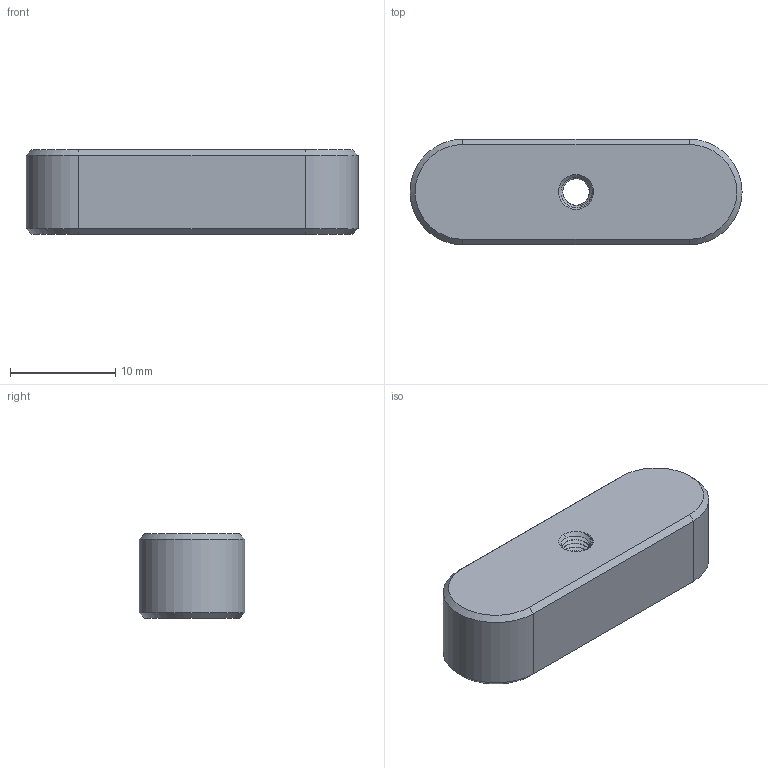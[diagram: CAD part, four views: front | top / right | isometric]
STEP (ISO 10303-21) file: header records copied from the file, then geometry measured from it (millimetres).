
FILE_DESCRIPTION (( 'STEP AP203' ), '1' );
FILE_NAME ('101.10.40k_D_3D-Zeichnung.STEP', '2024-03-19T07:16:28', ( '' ), ( '' ), 'SwSTEP 2.0', 'SolidWorks 2023', '' );
FILE_SCHEMA (( 'CONFIG_CONTROL_DESIGN' ));
Length unit declared in the file: metre
Products named in the file (3): 403.10.40_D_3D-Zeichnung.STEP; 101.10.40k_D_3D-Zeichnung; SC40_____10x8x32L.STEP
Assembly tree (2 placements, depth 3):
  101.10.40k_D_3D-Zeichnung
    403.10.40_D_3D-Zeichnung.STEP
      SC40_____10x8x32L.STEP
Bounding box: 31.5 x 10 x 8 mm (x, y, z)
Volume: 2229.1 mm3; surface area: 1262.9 mm2
Topology: 1 solids, 1 shells, 48 faces, 126 edges, 81 vertices
Faces by surface type: cylinder 30, plane 9, cone 7, bspline 2
Entity records: 3361 total; most frequent: CARTESIAN_POINT 2032, ORIENTED_EDGE 252, DIRECTION 188, EDGE_CURVE 126, VERTEX_POINT 81, AXIS2_PLACEMENT_3D 69, EDGE_LOOP 51, VECTOR 50
